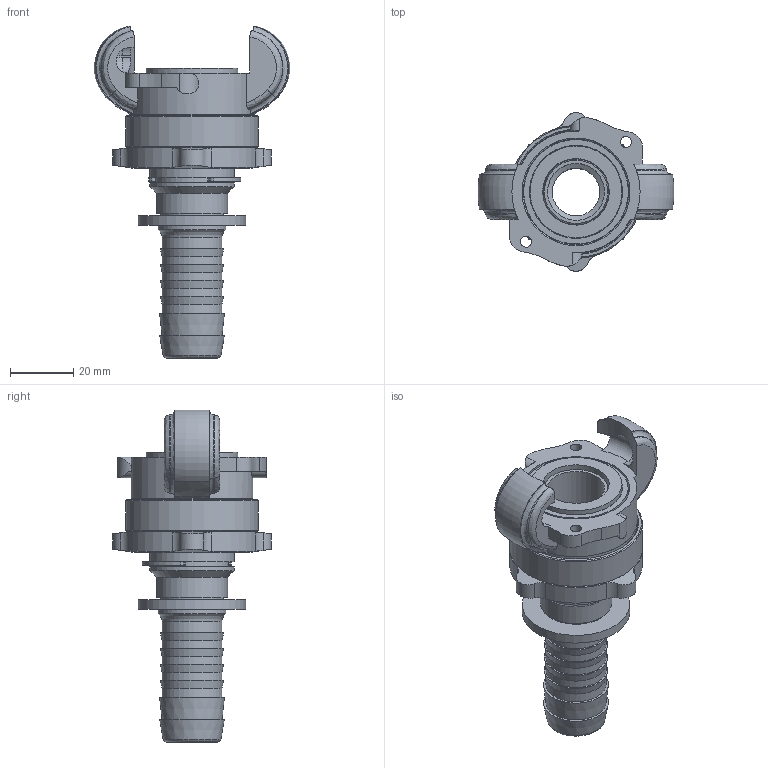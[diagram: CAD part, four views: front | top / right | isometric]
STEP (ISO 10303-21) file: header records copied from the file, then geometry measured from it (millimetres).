
FILE_DESCRIPTION(/* description */ ('MODY-SCHRAUBKUPPLUNG'),/* implementation_level */ '2;1');
FILE_NAME(/* name */ 'ssc_19.stp',/* time_stamp */ '2020-04-08T12:09:50+02:00',/* author */ ('meier'),/* organization */ (''),/* preprocessor_version */ 'ST-DEVELOPER v17',/* originating_system */ 'Autodesk Inventor 2018',/* authorisation */ '49973,16 mm^3');
FILE_SCHEMA (('AUTOMOTIVE_DESIGN { 1 0 10303 214 3 1 1 }'));
Length unit declared in the file: millimetre
Products named in the file (10): 20070921G0000001-00; ENG-009098; SSCK 10-F; ENG-006650; 20050819B0000003-00; SSGR 10-F; ENG-010206; 20050602B0000005-00; 20070924B0000000-00; SV 19 RS-2-F
Assembly tree (9 placements, depth 4):
  20070921G0000001-00
    ENG-009098
      SSCK 10-F
      ENG-006650
        20050819B0000003-00
        SSGR 10-F
    ENG-010206
    20050602B0000005-00
    20070924B0000000-00
    SV 19 RS-2-F
Bounding box: 61.85 x 50 x 104.85 mm (x, y, z)
Volume: 49967 mm3; surface area: 34913.5 mm2
Topology: 7 solids, 8 shells, 207 faces, 560 edges, 388 vertices
Faces by surface type: cylinder 89, plane 57, bspline 26, cone 21, torus 14
Full cylindrical faces by diameter (mm): 3.5 x2, 15 x1, 18 x1, 19 x5, 19.8 x1, 20.7 x1, 21 x1, 21.5 x1, 21.8 x1, 22.5 x1, 23 x1, 26.8 x2, 27.5 x1, 29 x2, 30 x2, 30.291 x1, 31 x1, 33 x1, 33.249 x1, 34 x2, 37.9 x1, 38 x2, 39 x1, 42 x1
Entity records: 8974 total; most frequent: CARTESIAN_POINT 3202, ORIENTED_EDGE 1120, DIRECTION 1098, EDGE_CURVE 560, AXIS2_PLACEMENT_3D 468, VERTEX_POINT 388, CIRCLE 268, EDGE_LOOP 242
